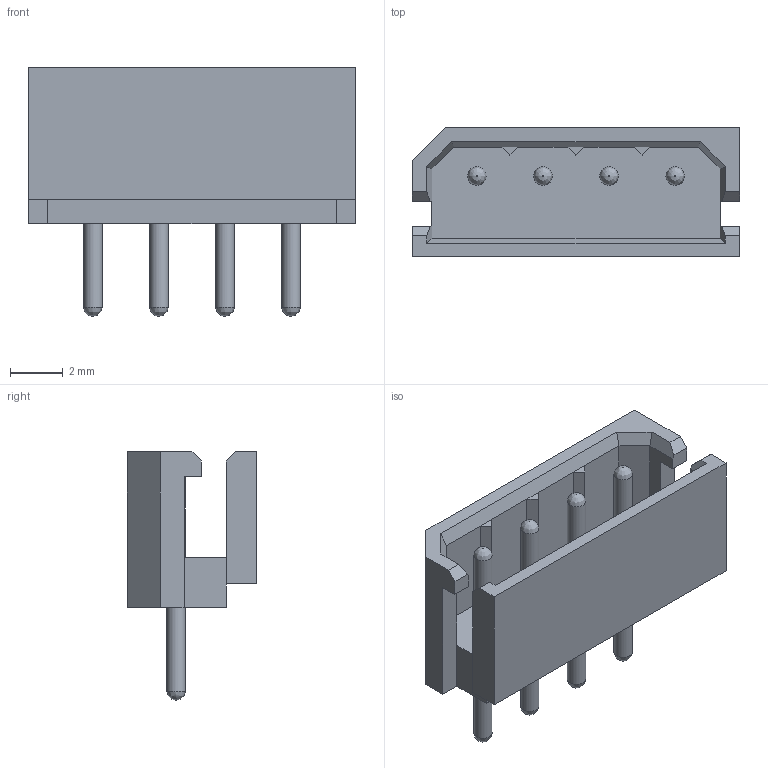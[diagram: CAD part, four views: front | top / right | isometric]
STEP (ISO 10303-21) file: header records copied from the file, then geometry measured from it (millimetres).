
FILE_DESCRIPTION( ( 'Unknown' ), '1' );
FILE_NAME( '64600411622.stp', 'Unknown', ( 'Unknown' ), ( 'Unknown' ), 'PSStep 14.0', 'Unknown', ' ' );
FILE_SCHEMA( ( 'AUTOMOTIVE_DESIGN { 1 0 10303 214 1 1 1 1 }' ) );
Length unit declared in the file: millimetre
Products named in the file (3): Assem1; 6460xx11622_PIN; 64600411622
Assembly tree (5 placements, depth 2):
  Assem1
    6460xx11622_PIN  x4
    64600411622
Bounding box: 12.4 x 4.9 x 9.4 mm (x, y, z)
Volume: 190 mm3; surface area: 507.2 mm2
Topology: 5 solids, 5 shells, 79 faces, 185 edges, 116 vertices
Faces by surface type: plane 63, cylinder 8, bspline 8
Full cylindrical faces by diameter (mm): 0.7 x8
Entity records: 2473 total; most frequent: CARTESIAN_POINT 377, ORIENTED_EDGE 306, DIRECTION 301, EDGE_CURVE 153, LINE 141, VECTOR 141, VERTEX_POINT 100, AXIS2_PLACEMENT_3D 80
